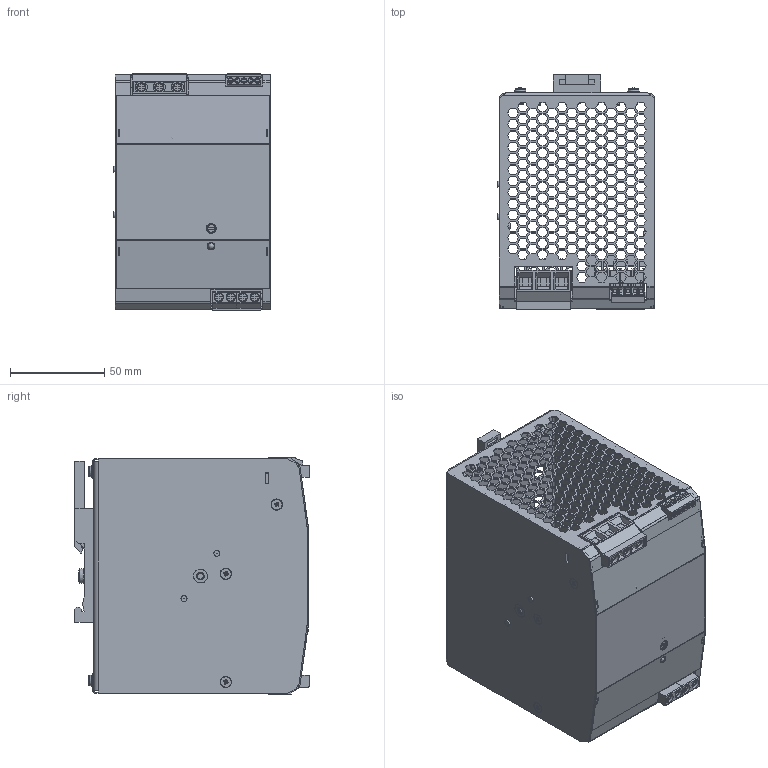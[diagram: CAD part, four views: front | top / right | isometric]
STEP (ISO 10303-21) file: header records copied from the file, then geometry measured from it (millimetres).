
FILE_DESCRIPTION (( 'STEP AP214' ), '1' );
FILE_NAME ('PSH-X-480.STEP', '2018-07-20T14:37:12', ( '' ), ( '' ), 'SwSTEP 2.0', 'SolidWorks 2017', '' );
FILE_SCHEMA (( 'AUTOMOTIVE_DESIGN' ));
Length unit declared in the file: inch
Products named in the file (1): PSH-X-480
Bounding box: 83.05 x 124.05 x 125.05 mm (x, y, z)
Volume: 89947.3 mm3; surface area: 153746.6 mm2
Topology: 21 solids, 29 shells, 4246 faces, 12582 edges, 8481 vertices
Faces by surface type: plane 3671, cylinder 322, bspline 124, cone 75, torus 47, sphere 7
Full cylindrical faces by diameter (mm): 0.2 x6, 0.5 x7, 2 x1, 2.65 x5, 2.8 x5, 2.9 x10, 3 x24, 3.005 x4, 3.2 x19, 3.242 x1, 3.5 x4, 4 x5, 4.064 x1, 4.5 x3, 4.602 x4, 4.749 x4, 4.77 x3, 4.8 x6, 4.901 x4, 4.904 x4, 5 x1, 5.334 x1, 5.6 x13, 7.35 x1
Entity records: 207596 total; most frequent: CARTESIAN_POINT 39726, ORIENTED_EDGE 24350, DIRECTION 20330, EDGE_CURVE 12175, VECTOR 10782, LINE 10782, VERTEX_POINT 8338, EDGE_LOOP 5513
